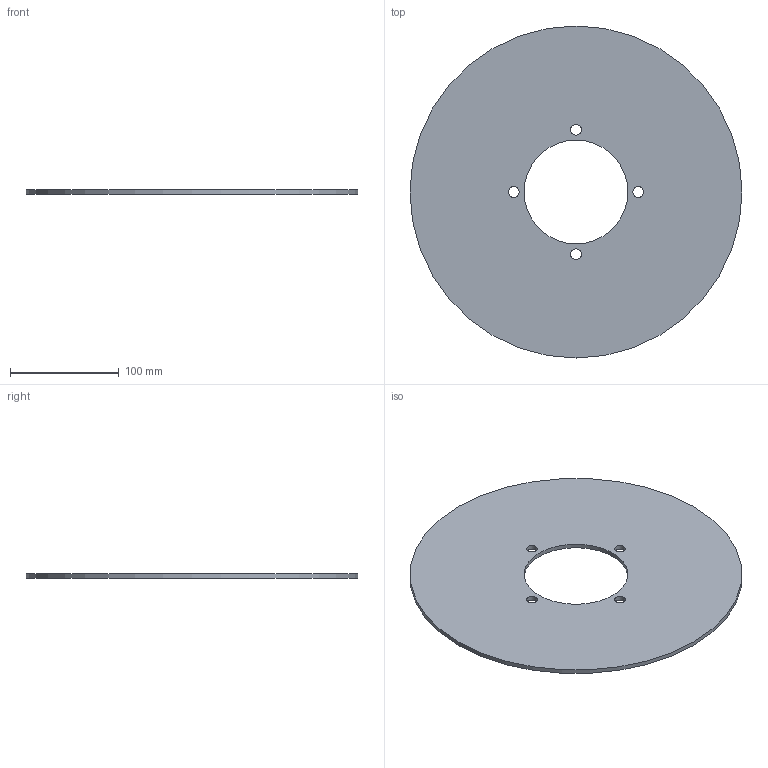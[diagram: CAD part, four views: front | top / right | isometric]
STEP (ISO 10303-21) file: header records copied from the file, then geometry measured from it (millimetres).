
FILE_DESCRIPTION(/* description */ (''),/* implementation_level */ '2;1');
FILE_NAME(/* name */ '4804-1212 12 IN. DIA X .156 MACHINED DISC.stp',/* time_stamp */ '2015-08-21T11:18:17-05:00',/* author */ ('ChadR'),/* organization */ (''),/* preprocessor_version */ 'ST-DEVELOPER v15.2',/* originating_system */ 'Autodesk Inventor 2014',/* authorisation */ '');
FILE_SCHEMA (('AUTOMOTIVE_DESIGN { 1 0 10303 214 3 1 1 }'));
Length unit declared in the file: inch
Products named in the file (1): 4804-1212 12 IN. DIA X .156 MACHINED DISC
Bounding box: 304.8 x 304.8 x 3.96 mm (x, y, z)
Volume: 259642.8 mm3; surface area: 136528 mm2
Topology: 1 solids, 1 shells, 8 faces, 23 edges, 17 vertices
Faces by surface type: cylinder 6, plane 2
Full cylindrical faces by diameter (mm): 9.931 x4, 95.275 x1, 304.8 x1
Entity records: 258 total; most frequent: DIRECTION 42, CARTESIAN_POINT 33, EDGE_LOOP 24, ORIENTED_EDGE 24, AXIS2_PLACEMENT_3D 21, FACE_BOUND 18, CIRCLE 12, VERTEX_POINT 12
